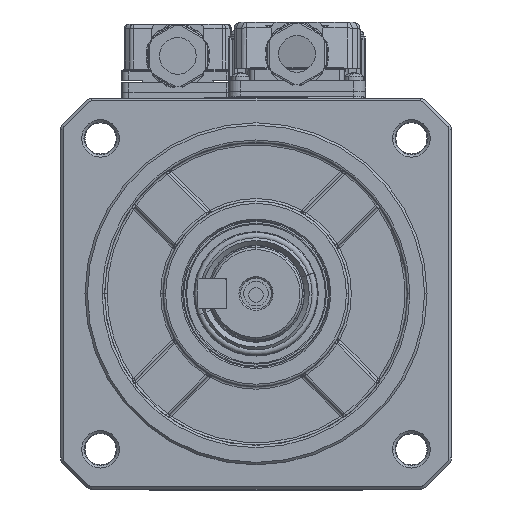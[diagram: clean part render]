
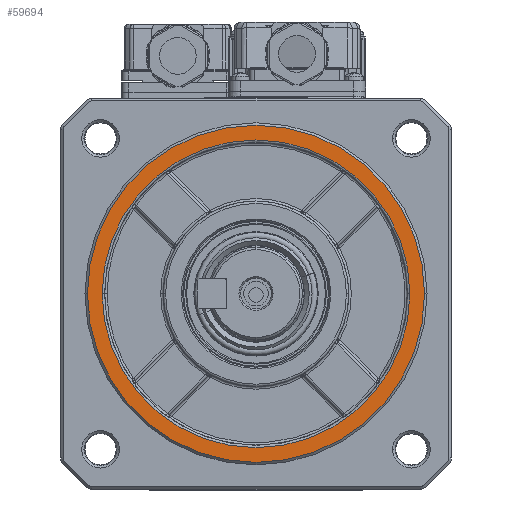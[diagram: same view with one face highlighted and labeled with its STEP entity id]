
A CAD part, top view. The second image highlights one B-rep face of the part: STEP entity #59694.
In plain terms, the highlighted planar face has unit normal (0, 0, 1).
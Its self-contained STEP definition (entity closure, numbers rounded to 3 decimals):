
#1240 = DIRECTION ( 'NONE',  ( 1., 0., 0. ) ) ;
#1753 = CARTESIAN_POINT ( 'NONE',  ( -34.5, 0., 0. ) ) ;
#2011 = DIRECTION ( 'NONE',  ( 0., 0., -1. ) ) ;
#2790 = CIRCLE ( 'NONE', #7293, 31.491 ) ;
#4414 = AXIS2_PLACEMENT_3D ( 'NONE', #36816, #16512, #9509 ) ;
#4585 = CARTESIAN_POINT ( 'NONE',  ( 31.491, 0., 0. ) ) ;
#4833 = FACE_BOUND ( 'NONE', #60510, .T. ) ;
#6145 = CARTESIAN_POINT ( 'NONE',  ( 0., 0., 0. ) ) ;
#7293 = AXIS2_PLACEMENT_3D ( 'NONE', #59828, #22705, #44072 ) ;
#7664 = ORIENTED_EDGE ( 'NONE', *, *, #9780, .T. ) ;
#9509 = DIRECTION ( 'NONE',  ( 1., 0., 0. ) ) ;
#9780 = EDGE_CURVE ( 'NONE', #60741, #42748, #39449, .T. ) ;
#10829 = AXIS2_PLACEMENT_3D ( 'NONE', #6145, #53453, #1240 ) ;
#11139 = DIRECTION ( 'NONE',  ( 0., 0., -1. ) ) ;
#13358 = VERTEX_POINT ( 'NONE', #38101 ) ;
#14372 = ORIENTED_EDGE ( 'NONE', *, *, #66218, .T. ) ;
#16512 = DIRECTION ( 'NONE',  ( 0., 0., 1. ) ) ;
#17252 = ORIENTED_EDGE ( 'NONE', *, *, #29643, .T. ) ;
#20629 = DIRECTION ( 'NONE',  ( -1., 0., 0. ) ) ;
#22705 = DIRECTION ( 'NONE',  ( 0., 0., -1. ) ) ;
#23365 = PLANE ( 'NONE',  #46462 ) ;
#25524 = VERTEX_POINT ( 'NONE', #1753 ) ;
#29643 = EDGE_CURVE ( 'NONE', #42748, #60741, #2790, .T. ) ;
#32857 = CARTESIAN_POINT ( 'NONE',  ( 0., 31., 0. ) ) ;
#36816 = CARTESIAN_POINT ( 'NONE',  ( 0., 0., 0. ) ) ;
#38101 = CARTESIAN_POINT ( 'NONE',  ( 34.5, 0., 0. ) ) ;
#39449 = CIRCLE ( 'NONE', #59593, 31.491 ) ;
#40224 = CIRCLE ( 'NONE', #4414, 34.5 ) ;
#41039 = CARTESIAN_POINT ( 'NONE',  ( -31.491, 0., 0. ) ) ;
#42675 = CARTESIAN_POINT ( 'NONE',  ( 0., 0., 0. ) ) ;
#42748 = VERTEX_POINT ( 'NONE', #41039 ) ;
#43343 = FACE_OUTER_BOUND ( 'NONE', #67524, .T. ) ;
#44072 = DIRECTION ( 'NONE',  ( -1., 0., 0. ) ) ;
#44736 = DIRECTION ( 'NONE',  ( -1., 0., 0. ) ) ;
#46462 = AXIS2_PLACEMENT_3D ( 'NONE', #32857, #2011, #44736 ) ;
#53453 = DIRECTION ( 'NONE',  ( 0., 0., 1. ) ) ;
#57829 = CIRCLE ( 'NONE', #10829, 34.5 ) ;
#59593 = AXIS2_PLACEMENT_3D ( 'NONE', #42675, #11139, #20629 ) ;
#59694 = ADVANCED_FACE ( 'NONE', ( #4833, #43343 ), #23365, .F. ) ;
#59828 = CARTESIAN_POINT ( 'NONE',  ( 0., 0., 0. ) ) ;
#60510 = EDGE_LOOP ( 'NONE', ( #17252, #7664 ) ) ;
#60741 = VERTEX_POINT ( 'NONE', #4585 ) ;
#61651 = EDGE_CURVE ( 'NONE', #25524, #13358, #57829, .T. ) ;
#65546 = ORIENTED_EDGE ( 'NONE', *, *, #61651, .T. ) ;
#66218 = EDGE_CURVE ( 'NONE', #13358, #25524, #40224, .T. ) ;
#67524 = EDGE_LOOP ( 'NONE', ( #65546, #14372 ) ) ;
